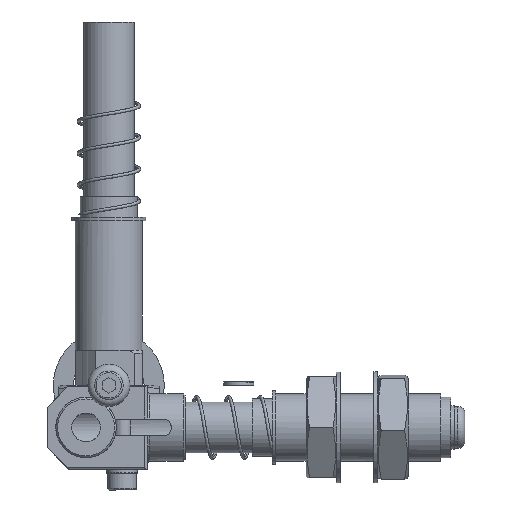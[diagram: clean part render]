
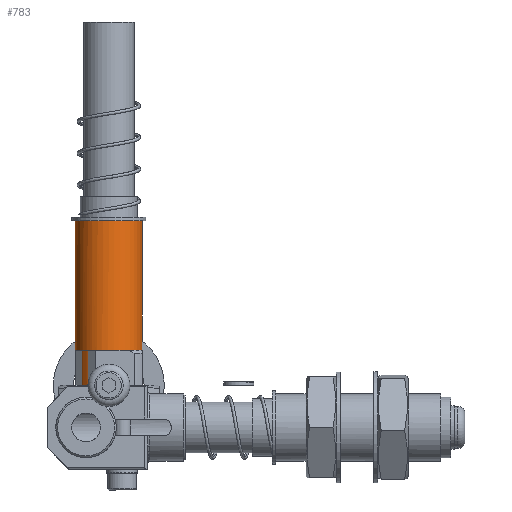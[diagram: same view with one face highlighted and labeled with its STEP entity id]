
A CAD part, left-side view. The second image highlights one B-rep face of the part: STEP entity #783.
In plain terms, the highlighted cylindrical face has radius 10 mm (diameter 20 mm), a full revolution.
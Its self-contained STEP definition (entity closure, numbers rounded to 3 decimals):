
#783 = ADVANCED_FACE( '', ( #1696, #1697 ), #1698, .T. );
#1696 = FACE_OUTER_BOUND( '', #3749, .T. );
#1697 = FACE_OUTER_BOUND( '', #3750, .T. );
#1698 = CYLINDRICAL_SURFACE( '', #3751, 10. );
#3749 = EDGE_LOOP( '', ( #6131, #6132, #6133, #6134, #6135, #6136, #6137, #6138 ) );
#3750 = EDGE_LOOP( '', ( #6139 ) );
#3751 = AXIS2_PLACEMENT_3D( '', #6140, #6141, #6142 );
#6131 = ORIENTED_EDGE( '', *, *, #7450, .T. );
#6132 = ORIENTED_EDGE( '', *, *, #7320, .T. );
#6133 = ORIENTED_EDGE( '', *, *, #7249, .T. );
#6134 = ORIENTED_EDGE( '', *, *, #8049, .F. );
#6135 = ORIENTED_EDGE( '', *, *, #7254, .T. );
#6136 = ORIENTED_EDGE( '', *, *, #7460, .T. );
#6137 = ORIENTED_EDGE( '', *, *, #7447, .T. );
#6138 = ORIENTED_EDGE( '', *, *, #7440, .F. );
#6139 = ORIENTED_EDGE( '', *, *, #7688, .F. );
#6140 = CARTESIAN_POINT( '', ( 0., 0., 56. ) );
#6141 = DIRECTION( '', ( 0., 0., 1. ) );
#6142 = DIRECTION( '', ( -1., 0., 0. ) );
#7249 = EDGE_CURVE( '', #8557, #8555, #8558, .F. );
#7254 = EDGE_CURVE( '', #8566, #8564, #8567, .T. );
#7320 = EDGE_CURVE( '', #8679, #8557, #8683, .F. );
#7440 = EDGE_CURVE( '', #8887, #8889, #8890, .F. );
#7447 = EDGE_CURVE( '', #8901, #8889, #8902, .F. );
#7450 = EDGE_CURVE( '', #8887, #8679, #8906, .T. );
#7460 = EDGE_CURVE( '', #8564, #8901, #8921, .F. );
#7688 = EDGE_CURVE( '', #9273, #9273, #9274, .T. );
#8049 = EDGE_CURVE( '', #8566, #8555, #9791, .F. );
#8555 = VERTEX_POINT( '', #10505 );
#8557 = VERTEX_POINT( '', #10508 );
#8558 = LINE( '', #10509, #10510 );
#8564 = VERTEX_POINT( '', #10519 );
#8566 = VERTEX_POINT( '', #10522 );
#8567 = LINE( '', #10523, #10524 );
#8679 = VERTEX_POINT( '', #10688 );
#8683 = CIRCLE( '', #10693, 10. );
#8887 = VERTEX_POINT( '', #11034 );
#8889 = VERTEX_POINT( '', #11037 );
#8890 = CIRCLE( '', #11038, 10. );
#8901 = VERTEX_POINT( '', #11054 );
#8902 = LINE( '', #11055, #11056 );
#8906 = LINE( '', #11062, #11063 );
#8921 = CIRCLE( '', #11156, 10. );
#9273 = VERTEX_POINT( '', #11909 );
#9274 = CIRCLE( '', #11910, 10. );
#9791 = CIRCLE( '', #12629, 10. );
#10505 = CARTESIAN_POINT( '', ( 2.95, -9.555, 49. ) );
#10508 = CARTESIAN_POINT( '', ( 2.95, -9.555, 46. ) );
#10509 = CARTESIAN_POINT( '', ( 2.95, -9.555, 56. ) );
#10510 = VECTOR( '', #13112, 1000. );
#10519 = CARTESIAN_POINT( '', ( 2.95, 9.555, 46. ) );
#10522 = CARTESIAN_POINT( '', ( 2.95, 9.555, 49. ) );
#10523 = CARTESIAN_POINT( '', ( 2.95, 9.555, 56. ) );
#10524 = VECTOR( '', #13117, 1000. );
#10688 = CARTESIAN_POINT( '', ( 5.95, -8.037, 46. ) );
#10693 = AXIS2_PLACEMENT_3D( '', #13194, #13195, #13196 );
#11034 = CARTESIAN_POINT( '', ( 5.95, -8.037, 49. ) );
#11037 = CARTESIAN_POINT( '', ( 5.95, 8.037, 49. ) );
#11038 = AXIS2_PLACEMENT_3D( '', #13358, #13359, #13360 );
#11054 = CARTESIAN_POINT( '', ( 5.95, 8.037, 46. ) );
#11055 = CARTESIAN_POINT( '', ( 5.95, 8.037, 56. ) );
#11056 = VECTOR( '', #13366, 1000. );
#11062 = CARTESIAN_POINT( '', ( 5.95, -8.037, 56. ) );
#11063 = VECTOR( '', #13369, 1000. );
#11156 = AXIS2_PLACEMENT_3D( '', #13382, #13383, #13384 );
#11909 = CARTESIAN_POINT( '', ( 10., 0., 0. ) );
#11910 = AXIS2_PLACEMENT_3D( '', #13637, #13638, #13639 );
#12629 = AXIS2_PLACEMENT_3D( '', #14179, #14180, #14181 );
#13112 = DIRECTION( '', ( 0., 0., -1. ) );
#13117 = DIRECTION( '', ( 0., 0., -1. ) );
#13194 = CARTESIAN_POINT( '', ( 0., 0., 46. ) );
#13195 = DIRECTION( '', ( 0., 0., 1. ) );
#13196 = DIRECTION( '', ( 1., 0., 0. ) );
#13358 = CARTESIAN_POINT( '', ( 0., 0., 49. ) );
#13359 = DIRECTION( '', ( 0., 0., -1. ) );
#13360 = DIRECTION( '', ( -1., 0., 0. ) );
#13366 = DIRECTION( '', ( 0., 0., -1. ) );
#13369 = DIRECTION( '', ( 0., 0., -1. ) );
#13382 = CARTESIAN_POINT( '', ( 0., 0., 46. ) );
#13383 = DIRECTION( '', ( 0., 0., 1. ) );
#13384 = DIRECTION( '', ( 1., 0., 0. ) );
#13637 = CARTESIAN_POINT( '', ( 0., 0., 0. ) );
#13638 = DIRECTION( '', ( 0., 0., -1. ) );
#13639 = DIRECTION( '', ( 1., 0., 0. ) );
#14179 = CARTESIAN_POINT( '', ( 0., 0., 49. ) );
#14180 = DIRECTION( '', ( 0., 0., -1. ) );
#14181 = DIRECTION( '', ( -1., 0., 0. ) );
